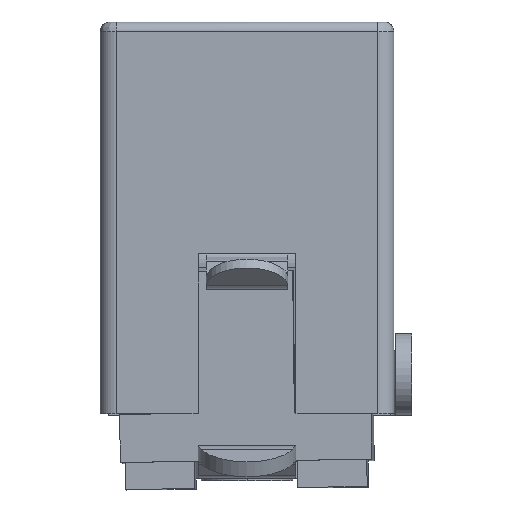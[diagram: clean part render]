
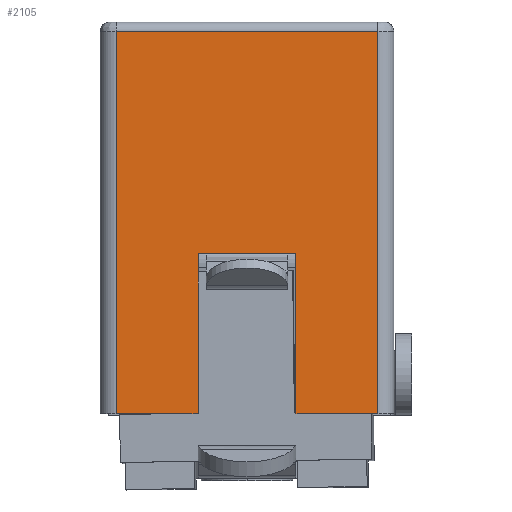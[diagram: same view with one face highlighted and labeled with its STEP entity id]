
A CAD part, front view. The second image highlights one B-rep face of the part: STEP entity #2105.
In plain terms, the highlighted planar face has unit normal (0, -1, 0).
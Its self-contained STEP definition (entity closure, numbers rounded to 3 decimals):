
#13 = EDGE_CURVE ( 'NONE', #1106, #1395, #1577, .T. ) ;
#29 = VERTEX_POINT ( 'NONE', #6348 ) ;
#273 = ORIENTED_EDGE ( 'NONE', *, *, #3398, .F. ) ;
#345 = VERTEX_POINT ( 'NONE', #4282 ) ;
#389 = VECTOR ( 'NONE', #5127, 1000. ) ;
#468 = CARTESIAN_POINT ( 'NONE',  ( -4., 0., -7.1 ) ) ;
#520 = VECTOR ( 'NONE', #4266, 1000. ) ;
#543 = VECTOR ( 'NONE', #4747, 1000. ) ;
#593 = ORIENTED_EDGE ( 'NONE', *, *, #2957, .T. ) ;
#1106 = VERTEX_POINT ( 'NONE', #5551 ) ;
#1133 = VECTOR ( 'NONE', #6987, 1000. ) ;
#1135 = CARTESIAN_POINT ( 'NONE',  ( 1.5, 0., -12. ) ) ;
#1164 = EDGE_LOOP ( 'NONE', ( #7113, #2035, #6006, #1684, #7313, #6616, #273, #593 ) ) ;
#1167 = VECTOR ( 'NONE', #3310, 1000. ) ;
#1245 = PLANE ( 'NONE',  #6930 ) ;
#1395 = VERTEX_POINT ( 'NONE', #1135 ) ;
#1465 = CARTESIAN_POINT ( 'NONE',  ( 1.5, 0., -0.3 ) ) ;
#1577 = LINE ( 'NONE', #3928, #6283 ) ;
#1626 = VERTEX_POINT ( 'NONE', #5542 ) ;
#1641 = VECTOR ( 'NONE', #2694, 1000. ) ;
#1684 = ORIENTED_EDGE ( 'NONE', *, *, #5652, .T. ) ;
#1756 = CARTESIAN_POINT ( 'NONE',  ( 4., 0., -12. ) ) ;
#2035 = ORIENTED_EDGE ( 'NONE', *, *, #7540, .F. ) ;
#2079 = LINE ( 'NONE', #1465, #1641 ) ;
#2105 = ADVANCED_FACE ( 'NONE', ( #3065 ), #1245, .T. ) ;
#2205 = CARTESIAN_POINT ( 'NONE',  ( -4., 0., -12. ) ) ;
#2362 = CARTESIAN_POINT ( 'NONE',  ( -1.5, 0., -0.3 ) ) ;
#2674 = VERTEX_POINT ( 'NONE', #5728 ) ;
#2694 = DIRECTION ( 'NONE',  ( 0., 0., -1. ) ) ;
#2795 = LINE ( 'NONE', #2205, #6312 ) ;
#2824 = LINE ( 'NONE', #1756, #543 ) ;
#2957 = EDGE_CURVE ( 'NONE', #1626, #2674, #7321, .T. ) ;
#3065 = FACE_OUTER_BOUND ( 'NONE', #1164, .T. ) ;
#3188 = CARTESIAN_POINT ( 'NONE',  ( -4., 0., -0.3 ) ) ;
#3310 = DIRECTION ( 'NONE',  ( -1., 0., 0. ) ) ;
#3398 = EDGE_CURVE ( 'NONE', #1626, #1106, #2824, .T. ) ;
#3896 = LINE ( 'NONE', #468, #1133 ) ;
#3928 = CARTESIAN_POINT ( 'NONE',  ( -1.5, 0., -12. ) ) ;
#4152 = LINE ( 'NONE', #2362, #520 ) ;
#4245 = VERTEX_POINT ( 'NONE', #5039 ) ;
#4266 = DIRECTION ( 'NONE',  ( 0., 0., 1. ) ) ;
#4282 = CARTESIAN_POINT ( 'NONE',  ( -1.5, 0., -7.1 ) ) ;
#4342 = EDGE_CURVE ( 'NONE', #7564, #2674, #2795, .T. ) ;
#4747 = DIRECTION ( 'NONE',  ( 0., 0., -1. ) ) ;
#5023 = DIRECTION ( 'NONE',  ( 0., -1., 0. ) ) ;
#5039 = CARTESIAN_POINT ( 'NONE',  ( 1.5, 0., -7.1 ) ) ;
#5127 = DIRECTION ( 'NONE',  ( -1., 0., 0. ) ) ;
#5542 = CARTESIAN_POINT ( 'NONE',  ( 4., 0., -0.3 ) ) ;
#5551 = CARTESIAN_POINT ( 'NONE',  ( 4., 0., -12. ) ) ;
#5652 = EDGE_CURVE ( 'NONE', #345, #4245, #3896, .T. ) ;
#5728 = CARTESIAN_POINT ( 'NONE',  ( -4., 0., -0.3 ) ) ;
#5746 = CARTESIAN_POINT ( 'NONE',  ( -1.5, 0., -12. ) ) ;
#5797 = DIRECTION ( 'NONE',  ( -1., 0., 0. ) ) ;
#6006 = ORIENTED_EDGE ( 'NONE', *, *, #6428, .T. ) ;
#6224 = LINE ( 'NONE', #5746, #1167 ) ;
#6283 = VECTOR ( 'NONE', #5797, 1000. ) ;
#6312 = VECTOR ( 'NONE', #6887, 1000. ) ;
#6348 = CARTESIAN_POINT ( 'NONE',  ( -1.5, 0., -12. ) ) ;
#6428 = EDGE_CURVE ( 'NONE', #29, #345, #4152, .T. ) ;
#6616 = ORIENTED_EDGE ( 'NONE', *, *, #13, .F. ) ;
#6673 = EDGE_CURVE ( 'NONE', #4245, #1395, #2079, .T. ) ;
#6887 = DIRECTION ( 'NONE',  ( 0., 0., 1. ) ) ;
#6926 = CARTESIAN_POINT ( 'NONE',  ( -4., 0., -0.3 ) ) ;
#6930 = AXIS2_PLACEMENT_3D ( 'NONE', #3188, #5023, #7409 ) ;
#6987 = DIRECTION ( 'NONE',  ( 1., 0., 0. ) ) ;
#7113 = ORIENTED_EDGE ( 'NONE', *, *, #4342, .F. ) ;
#7313 = ORIENTED_EDGE ( 'NONE', *, *, #6673, .T. ) ;
#7321 = LINE ( 'NONE', #6926, #389 ) ;
#7409 = DIRECTION ( 'NONE',  ( 0., 0., -1. ) ) ;
#7433 = CARTESIAN_POINT ( 'NONE',  ( -4., 0., -12. ) ) ;
#7540 = EDGE_CURVE ( 'NONE', #29, #7564, #6224, .T. ) ;
#7564 = VERTEX_POINT ( 'NONE', #7433 ) ;
